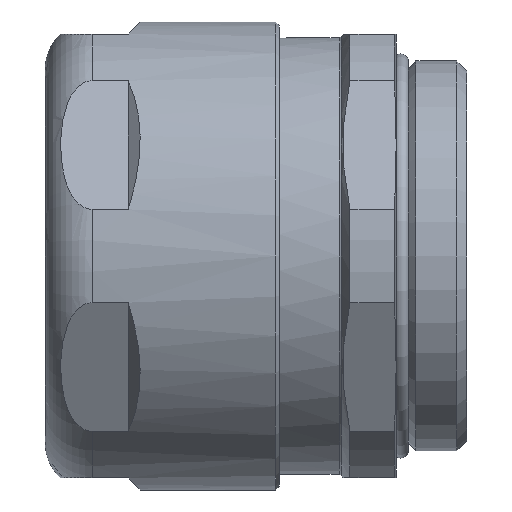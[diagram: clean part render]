
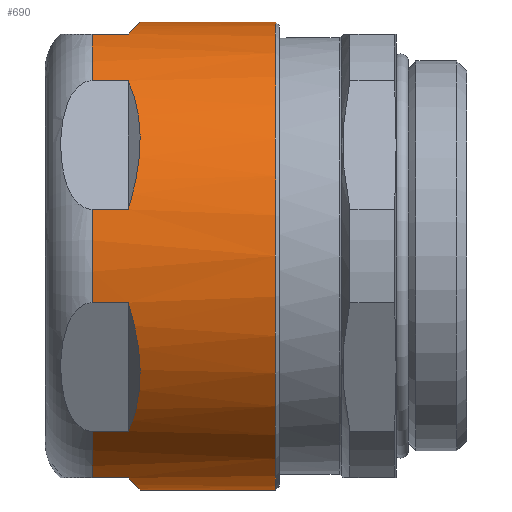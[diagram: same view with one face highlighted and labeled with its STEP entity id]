
A CAD part, left-side view. The second image highlights one B-rep face of the part: STEP entity #690.
In plain terms, the highlighted cylindrical face has radius 30 mm (diameter 60 mm), a full revolution.
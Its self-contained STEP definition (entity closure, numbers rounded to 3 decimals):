
#63=LINE('',#1042,#93);
#64=LINE('',#1046,#94);
#65=LINE('',#1050,#95);
#66=LINE('',#1054,#96);
#67=LINE('',#1058,#97);
#68=LINE('',#1062,#98);
#69=LINE('',#1066,#99);
#70=LINE('',#1070,#100);
#71=LINE('',#1074,#101);
#72=LINE('',#1078,#102);
#73=LINE('',#1082,#103);
#74=LINE('',#1085,#104);
#93=VECTOR('',#839,1000.);
#94=VECTOR('',#842,1000.);
#95=VECTOR('',#845,1000.);
#96=VECTOR('',#848,1000.);
#97=VECTOR('',#851,1000.);
#98=VECTOR('',#854,1000.);
#99=VECTOR('',#857,1000.);
#100=VECTOR('',#860,1000.);
#101=VECTOR('',#863,1000.);
#102=VECTOR('',#866,1000.);
#103=VECTOR('',#869,1000.);
#104=VECTOR('',#872,1000.);
#123=ELLIPSE('',#745,42.426,30.);
#124=ELLIPSE('',#747,42.426,30.);
#125=ELLIPSE('',#749,42.426,30.);
#126=ELLIPSE('',#751,42.426,30.);
#127=ELLIPSE('',#753,42.426,30.);
#128=ELLIPSE('',#755,42.426,30.);
#129=CYLINDRICAL_SURFACE('',#744,30.);
#142=FACE_BOUND('',#208,.T.);
#162=FACE_OUTER_BOUND('',#207,.T.);
#207=EDGE_LOOP('',(#463,#464,#465,#466,#467,#468,#469,#470,#471,#472,#473,
#474,#475,#476,#477,#478,#479,#480,#481,#482,#483,#484,#485,#486));
#208=EDGE_LOOP('',(#487));
#271=CIRCLE('',#746,30.);
#272=CIRCLE('',#748,30.);
#273=CIRCLE('',#750,30.);
#274=CIRCLE('',#752,30.);
#275=CIRCLE('',#754,30.);
#276=CIRCLE('',#756,30.);
#277=CIRCLE('',#757,30.);
#307=VERTEX_POINT('',#1038);
#308=VERTEX_POINT('',#1039);
#309=VERTEX_POINT('',#1041);
#310=VERTEX_POINT('',#1043);
#311=VERTEX_POINT('',#1045);
#312=VERTEX_POINT('',#1047);
#313=VERTEX_POINT('',#1049);
#314=VERTEX_POINT('',#1051);
#315=VERTEX_POINT('',#1053);
#316=VERTEX_POINT('',#1055);
#317=VERTEX_POINT('',#1057);
#318=VERTEX_POINT('',#1059);
#319=VERTEX_POINT('',#1061);
#320=VERTEX_POINT('',#1063);
#321=VERTEX_POINT('',#1065);
#322=VERTEX_POINT('',#1067);
#323=VERTEX_POINT('',#1069);
#324=VERTEX_POINT('',#1071);
#325=VERTEX_POINT('',#1073);
#326=VERTEX_POINT('',#1075);
#327=VERTEX_POINT('',#1077);
#328=VERTEX_POINT('',#1079);
#329=VERTEX_POINT('',#1081);
#330=VERTEX_POINT('',#1083);
#331=VERTEX_POINT('',#1086);
#373=EDGE_CURVE('',#307,#308,#123,.T.);
#374=EDGE_CURVE('',#308,#309,#63,.T.);
#375=EDGE_CURVE('',#309,#310,#271,.T.);
#376=EDGE_CURVE('',#310,#311,#64,.T.);
#377=EDGE_CURVE('',#311,#312,#124,.T.);
#378=EDGE_CURVE('',#312,#313,#65,.T.);
#379=EDGE_CURVE('',#313,#314,#272,.T.);
#380=EDGE_CURVE('',#314,#315,#66,.T.);
#381=EDGE_CURVE('',#315,#316,#125,.T.);
#382=EDGE_CURVE('',#316,#317,#67,.T.);
#383=EDGE_CURVE('',#317,#318,#273,.T.);
#384=EDGE_CURVE('',#318,#319,#68,.T.);
#385=EDGE_CURVE('',#319,#320,#126,.T.);
#386=EDGE_CURVE('',#320,#321,#69,.T.);
#387=EDGE_CURVE('',#321,#322,#274,.T.);
#388=EDGE_CURVE('',#322,#323,#70,.T.);
#389=EDGE_CURVE('',#323,#324,#127,.T.);
#390=EDGE_CURVE('',#324,#325,#71,.T.);
#391=EDGE_CURVE('',#325,#326,#275,.T.);
#392=EDGE_CURVE('',#326,#327,#72,.T.);
#393=EDGE_CURVE('',#327,#328,#128,.T.);
#394=EDGE_CURVE('',#328,#329,#73,.T.);
#395=EDGE_CURVE('',#329,#330,#276,.T.);
#396=EDGE_CURVE('',#330,#307,#74,.T.);
#397=EDGE_CURVE('',#331,#331,#277,.T.);
#463=ORIENTED_EDGE('',*,*,#373,.T.);
#464=ORIENTED_EDGE('',*,*,#374,.T.);
#465=ORIENTED_EDGE('',*,*,#375,.T.);
#466=ORIENTED_EDGE('',*,*,#376,.T.);
#467=ORIENTED_EDGE('',*,*,#377,.T.);
#468=ORIENTED_EDGE('',*,*,#378,.T.);
#469=ORIENTED_EDGE('',*,*,#379,.T.);
#470=ORIENTED_EDGE('',*,*,#380,.T.);
#471=ORIENTED_EDGE('',*,*,#381,.T.);
#472=ORIENTED_EDGE('',*,*,#382,.T.);
#473=ORIENTED_EDGE('',*,*,#383,.T.);
#474=ORIENTED_EDGE('',*,*,#384,.T.);
#475=ORIENTED_EDGE('',*,*,#385,.T.);
#476=ORIENTED_EDGE('',*,*,#386,.T.);
#477=ORIENTED_EDGE('',*,*,#387,.T.);
#478=ORIENTED_EDGE('',*,*,#388,.T.);
#479=ORIENTED_EDGE('',*,*,#389,.T.);
#480=ORIENTED_EDGE('',*,*,#390,.T.);
#481=ORIENTED_EDGE('',*,*,#391,.T.);
#482=ORIENTED_EDGE('',*,*,#392,.T.);
#483=ORIENTED_EDGE('',*,*,#393,.T.);
#484=ORIENTED_EDGE('',*,*,#394,.T.);
#485=ORIENTED_EDGE('',*,*,#395,.T.);
#486=ORIENTED_EDGE('',*,*,#396,.T.);
#487=ORIENTED_EDGE('',*,*,#397,.T.);
#690=ADVANCED_FACE('',(#162,#142),#129,.T.);
#744=AXIS2_PLACEMENT_3D('',#1037,#835,#836);
#745=AXIS2_PLACEMENT_3D('',#1040,#837,#838);
#746=AXIS2_PLACEMENT_3D('',#1044,#840,#841);
#747=AXIS2_PLACEMENT_3D('',#1048,#843,#844);
#748=AXIS2_PLACEMENT_3D('',#1052,#846,#847);
#749=AXIS2_PLACEMENT_3D('',#1056,#849,#850);
#750=AXIS2_PLACEMENT_3D('',#1060,#852,#853);
#751=AXIS2_PLACEMENT_3D('',#1064,#855,#856);
#752=AXIS2_PLACEMENT_3D('',#1068,#858,#859);
#753=AXIS2_PLACEMENT_3D('',#1072,#861,#862);
#754=AXIS2_PLACEMENT_3D('',#1076,#864,#865);
#755=AXIS2_PLACEMENT_3D('',#1080,#867,#868);
#756=AXIS2_PLACEMENT_3D('',#1084,#870,#871);
#757=AXIS2_PLACEMENT_3D('',#1087,#873,#874);
#835=DIRECTION('center_axis',(0.,-1.,0.));
#836=DIRECTION('ref_axis',(0.,0.,-1.));
#837=DIRECTION('center_axis',(0.,-0.707,0.707));
#838=DIRECTION('ref_axis',(0.,-0.707,-0.707));
#839=DIRECTION('',(0.,1.,0.));
#840=DIRECTION('center_axis',(0.,-1.,0.));
#841=DIRECTION('ref_axis',(0.,0.,-1.));
#842=DIRECTION('',(0.,-1.,0.));
#843=DIRECTION('center_axis',(-0.612,-0.707,0.354));
#844=DIRECTION('ref_axis',(0.612,-0.707,-0.354));
#845=DIRECTION('',(0.,1.,0.));
#846=DIRECTION('center_axis',(0.,-1.,0.));
#847=DIRECTION('ref_axis',(0.,0.,-1.));
#848=DIRECTION('',(0.,-1.,0.));
#849=DIRECTION('center_axis',(-0.612,-0.707,-0.354));
#850=DIRECTION('ref_axis',(0.612,-0.707,0.354));
#851=DIRECTION('',(0.,1.,0.));
#852=DIRECTION('center_axis',(0.,-1.,0.));
#853=DIRECTION('ref_axis',(0.,0.,-1.));
#854=DIRECTION('',(0.,-1.,0.));
#855=DIRECTION('center_axis',(0.,-0.707,-0.707));
#856=DIRECTION('ref_axis',(0.,0.707,-0.707));
#857=DIRECTION('',(0.,1.,0.));
#858=DIRECTION('center_axis',(0.,-1.,0.));
#859=DIRECTION('ref_axis',(0.,0.,-1.));
#860=DIRECTION('',(0.,-1.,0.));
#861=DIRECTION('center_axis',(0.612,-0.707,-0.354));
#862=DIRECTION('ref_axis',(0.612,0.707,-0.354));
#863=DIRECTION('',(0.,1.,0.));
#864=DIRECTION('center_axis',(0.,-1.,0.));
#865=DIRECTION('ref_axis',(0.,0.,-1.));
#866=DIRECTION('',(0.,-1.,0.));
#867=DIRECTION('center_axis',(0.612,-0.707,0.354));
#868=DIRECTION('ref_axis',(0.612,0.707,0.354));
#869=DIRECTION('',(0.,1.,0.));
#870=DIRECTION('center_axis',(0.,-1.,0.));
#871=DIRECTION('ref_axis',(0.,0.,-1.));
#872=DIRECTION('',(0.,-1.,0.));
#873=DIRECTION('center_axis',(0.,1.,0.));
#874=DIRECTION('ref_axis',(0.,0.,-1.));
#1037=CARTESIAN_POINT('Origin',(0.,0.,0.));
#1038=CARTESIAN_POINT('',(-9.518,43.4,-28.45));
#1039=CARTESIAN_POINT('',(9.518,43.4,-28.45));
#1040=CARTESIAN_POINT('Origin',(0.,71.85,0.));
#1041=CARTESIAN_POINT('',(9.518,48.021,-28.45));
#1042=CARTESIAN_POINT('',(9.518,24.,-28.45));
#1043=CARTESIAN_POINT('',(19.879,48.021,-22.468));
#1044=CARTESIAN_POINT('Origin',(0.,48.021,0.));
#1045=CARTESIAN_POINT('',(19.879,43.4,-22.468));
#1046=CARTESIAN_POINT('',(19.879,24.,-22.468));
#1047=CARTESIAN_POINT('',(29.398,43.4,-5.982));
#1048=CARTESIAN_POINT('Origin',(0.,71.85,0.));
#1049=CARTESIAN_POINT('',(29.398,48.021,-5.982));
#1050=CARTESIAN_POINT('',(29.398,24.,-5.982));
#1051=CARTESIAN_POINT('',(29.398,48.021,5.982));
#1052=CARTESIAN_POINT('Origin',(0.,48.021,0.));
#1053=CARTESIAN_POINT('',(29.398,43.4,5.982));
#1054=CARTESIAN_POINT('',(29.398,24.,5.982));
#1055=CARTESIAN_POINT('',(19.879,43.4,22.468));
#1056=CARTESIAN_POINT('Origin',(0.,71.85,0.));
#1057=CARTESIAN_POINT('',(19.879,48.021,22.468));
#1058=CARTESIAN_POINT('',(19.879,24.,22.468));
#1059=CARTESIAN_POINT('',(9.518,48.021,28.45));
#1060=CARTESIAN_POINT('Origin',(0.,48.021,0.));
#1061=CARTESIAN_POINT('',(9.518,43.4,28.45));
#1062=CARTESIAN_POINT('',(9.518,24.,28.45));
#1063=CARTESIAN_POINT('',(-9.518,43.4,28.45));
#1064=CARTESIAN_POINT('Origin',(0.,71.85,0.));
#1065=CARTESIAN_POINT('',(-9.518,48.021,28.45));
#1066=CARTESIAN_POINT('',(-9.518,24.,28.45));
#1067=CARTESIAN_POINT('',(-19.879,48.021,22.468));
#1068=CARTESIAN_POINT('Origin',(0.,48.021,0.));
#1069=CARTESIAN_POINT('',(-19.879,43.4,22.468));
#1070=CARTESIAN_POINT('',(-19.879,24.,22.468));
#1071=CARTESIAN_POINT('',(-29.398,43.4,5.982));
#1072=CARTESIAN_POINT('Origin',(0.,71.85,
0.));
#1073=CARTESIAN_POINT('',(-29.398,48.021,5.982));
#1074=CARTESIAN_POINT('',(-29.398,24.,5.982));
#1075=CARTESIAN_POINT('',(-29.398,48.021,-5.982));
#1076=CARTESIAN_POINT('Origin',(0.,48.021,0.));
#1077=CARTESIAN_POINT('',(-29.398,43.4,-5.982));
#1078=CARTESIAN_POINT('',(-29.398,24.,-5.982));
#1079=CARTESIAN_POINT('',(-19.879,43.4,-22.468));
#1080=CARTESIAN_POINT('Origin',(0.,71.85,0.));
#1081=CARTESIAN_POINT('',(-19.879,48.021,-22.468));
#1082=CARTESIAN_POINT('',(-19.879,24.,-22.468));
#1083=CARTESIAN_POINT('',(-9.518,48.021,-28.45));
#1084=CARTESIAN_POINT('Origin',(0.,48.021,0.));
#1085=CARTESIAN_POINT('',(-9.518,24.,-28.45));
#1086=CARTESIAN_POINT('',(0.,24.5,-30.));
#1087=CARTESIAN_POINT('Origin',(0.,24.5,0.));
